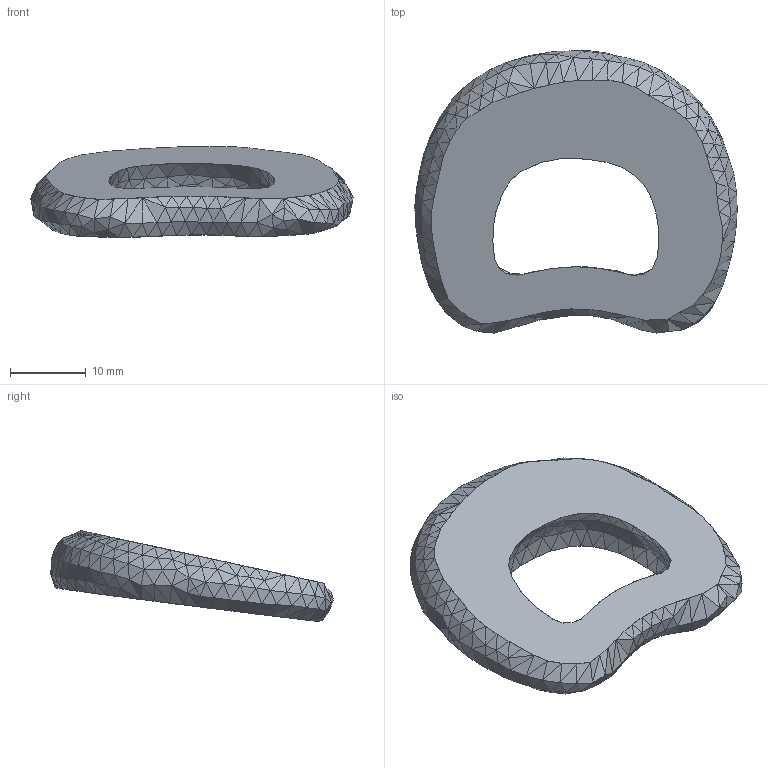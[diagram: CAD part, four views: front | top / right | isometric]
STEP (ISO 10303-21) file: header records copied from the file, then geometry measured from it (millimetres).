
FILE_DESCRIPTION(/* description */ (''),/* implementation_level */ '2;1');
FILE_NAME(/* name */ 'A1.step',/* time_stamp */ '2024-06-06T23:34:48-04:00',/* author */ (''),/* organization */ (''),/* preprocessor_version */ 'ST-DEVELOPER v20',/* originating_system */ 'Autodesk Translation Framework v13.14.0.145',/* authorisation */ '');
FILE_SCHEMA (('AUTOMOTIVE_DESIGN { 1 0 10303 214 3 1 1 }'));
Length unit declared in the file: millimetre
Products named in the file (1): A1
Bounding box: 42.47 x 37.18 x 11.98 mm (x, y, z)
Volume: 5748.6 mm3; surface area: 2997.6 mm2
Topology: 1 solids, 1 shells, 1085 faces, 2105 edges, 1022 vertices
Faces by surface type: plane 1085
Entity records: 25504 total; most frequent: DIRECTION 4277, CARTESIAN_POINT 4213, ORIENTED_EDGE 4210, LINE 2105, VECTOR 2105, EDGE_CURVE 2105, EDGE_LOOP 1087, AXIS2_PLACEMENT_3D 1086
